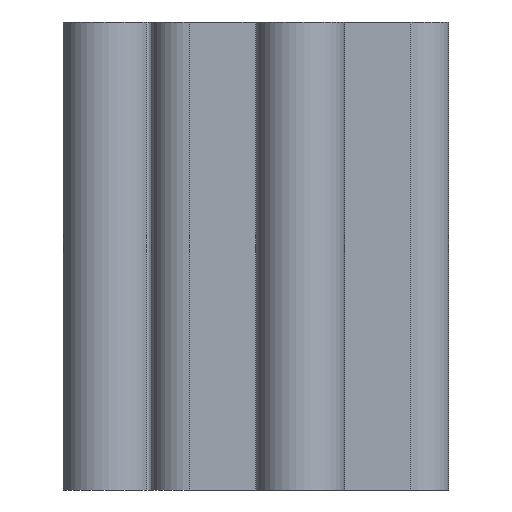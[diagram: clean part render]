
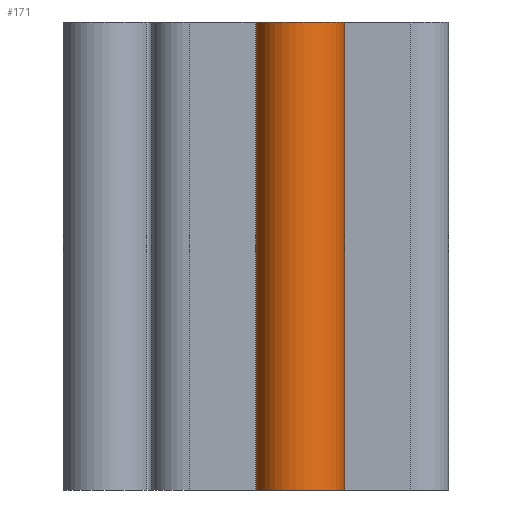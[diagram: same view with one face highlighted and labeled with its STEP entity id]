
A CAD part, left-side view. The second image highlights one B-rep face of the part: STEP entity #171.
In plain terms, the highlighted cylindrical face has radius 2.983 mm (diameter 5.967 mm), a partial arc.
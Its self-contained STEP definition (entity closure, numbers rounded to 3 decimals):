
#171 = ADVANCED_FACE( '', ( #381 ), #382, .T. );
#381 = FACE_OUTER_BOUND( '', #630, .T. );
#382 = CYLINDRICAL_SURFACE( '', #631, 2.984 );
#630 = EDGE_LOOP( '', ( #1063, #1064, #1065, #1066 ) );
#631 = AXIS2_PLACEMENT_3D( '', #1067, #1068, #1069 );
#1063 = ORIENTED_EDGE( '', *, *, #1704, .T. );
#1064 = ORIENTED_EDGE( '', *, *, #1615, .F. );
#1065 = ORIENTED_EDGE( '', *, *, #1705, .F. );
#1066 = ORIENTED_EDGE( '', *, *, #1706, .T. );
#1067 = CARTESIAN_POINT( '', ( -111.984, 10., 15.75 ) );
#1068 = DIRECTION( '', ( 0., 0., 1. ) );
#1069 = DIRECTION( '', ( -1., 0., 0. ) );
#1615 = EDGE_CURVE( '', #1978, #1974, #1980, .T. );
#1704 = EDGE_CURVE( '', #2124, #1974, #2125, .T. );
#1705 = EDGE_CURVE( '', #2126, #1978, #2127, .T. );
#1706 = EDGE_CURVE( '', #2126, #2124, #2128, .T. );
#1974 = VERTEX_POINT( '', #2639 );
#1978 = VERTEX_POINT( '', #2644 );
#1980 = LINE( '', #2646, #2647 );
#2124 = VERTEX_POINT( '', #2841 );
#2125 = CIRCLE( '', #2842, 2.984 );
#2126 = VERTEX_POINT( '', #2843 );
#2127 = CIRCLE( '', #2844, 2.984 );
#2128 = LINE( '', #2845, #2846 );
#2639 = CARTESIAN_POINT( '', ( -109.375, 8.552, -15.75 ) );
#2644 = CARTESIAN_POINT( '', ( -109.375, 8.552, 15.75 ) );
#2646 = CARTESIAN_POINT( '', ( -109.375, 8.552, 15.75 ) );
#2647 = VECTOR( '', #3246, 1000. );
#2841 = CARTESIAN_POINT( '', ( -109.375, 11.448, -15.75 ) );
#2842 = AXIS2_PLACEMENT_3D( '', #3354, #3355, #3356 );
#2843 = CARTESIAN_POINT( '', ( -109.375, 11.448, 15.75 ) );
#2844 = AXIS2_PLACEMENT_3D( '', #3357, #3358, #3359 );
#2845 = CARTESIAN_POINT( '', ( -109.375, 11.448, 15.75 ) );
#2846 = VECTOR( '', #3360, 1000. );
#3246 = DIRECTION( '', ( 0., 0., -1. ) );
#3354 = CARTESIAN_POINT( '', ( -111.984, 10., -15.75 ) );
#3355 = DIRECTION( '', ( 0., 0., 1. ) );
#3356 = DIRECTION( '', ( 1., 0., 0. ) );
#3357 = CARTESIAN_POINT( '', ( -111.984, 10., 15.75 ) );
#3358 = DIRECTION( '', ( 0., 0., 1. ) );
#3359 = DIRECTION( '', ( 1., 0., 0. ) );
#3360 = DIRECTION( '', ( 0., 0., -1. ) );
